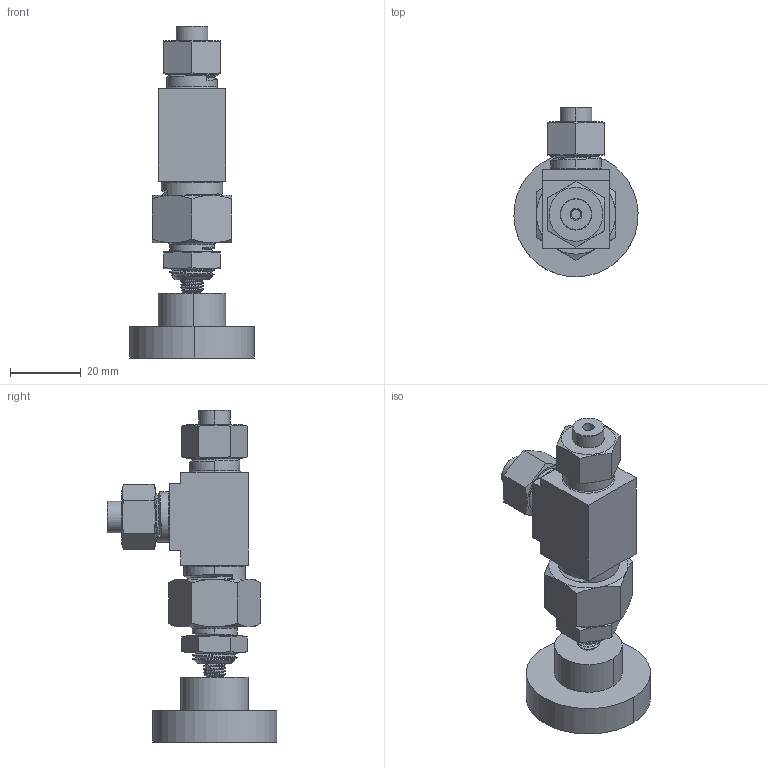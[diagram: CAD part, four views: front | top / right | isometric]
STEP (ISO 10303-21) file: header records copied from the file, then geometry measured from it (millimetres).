
FILE_DESCRIPTION (( 'STEP AP214' ), '1' );
FILE_NAME ('8-04SAU-02.STEP', '2018-01-30T14:04:15', ( '' ), ( '' ), 'SwSTEP 2.0', 'SolidWorks 2018', '' );
FILE_SCHEMA (( 'AUTOMOTIVE_DESIGN' ));
Length unit declared in the file: inch
Products named in the file (1): 8-04SAU-02
Bounding box: 35.03 x 47.81 x 93.7 mm (x, y, z)
Volume: 35769.8 mm3; surface area: 11635.8 mm2
Topology: 2 solids, 2 shells, 184 faces, 432 edges, 272 vertices
Faces by surface type: plane 59, cylinder 44, cone 39, bspline 24, torus 18
Entity records: 18995 total; most frequent: CARTESIAN_POINT 13720, ORIENTED_EDGE 860, DIRECTION 702, EDGE_CURVE 430, AXIS2_PLACEMENT_3D 296, VERTEX_POINT 272, EDGE_LOOP 206, ADVANCED_FACE 184
